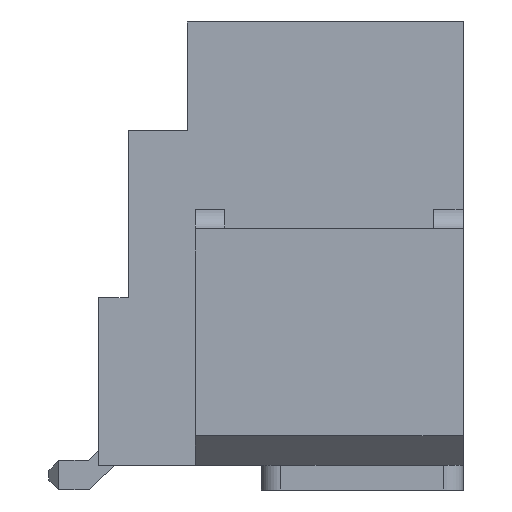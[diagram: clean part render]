
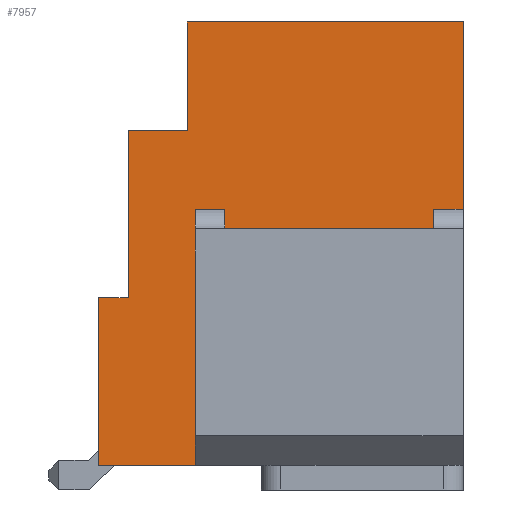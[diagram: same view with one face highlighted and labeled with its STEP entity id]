
A CAD part, left-side view. The second image highlights one B-rep face of the part: STEP entity #7957.
In plain terms, the highlighted face is planar.
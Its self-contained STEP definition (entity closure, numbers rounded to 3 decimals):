
#1830=ORIENTED_EDGE('',*,*,#3322,.T.);
#1831=ORIENTED_EDGE('',*,*,#2897,.T.);
#1832=ORIENTED_EDGE('',*,*,#3329,.F.);
#1833=ORIENTED_EDGE('',*,*,#3330,.F.);
#1834=ORIENTED_EDGE('',*,*,#3212,.F.);
#1835=ORIENTED_EDGE('',*,*,#3216,.F.);
#1836=ORIENTED_EDGE('',*,*,#3218,.F.);
#1837=ORIENTED_EDGE('',*,*,#3221,.F.);
#1838=ORIENTED_EDGE('',*,*,#3331,.F.);
#1839=ORIENTED_EDGE('',*,*,#3332,.F.);
#1840=ORIENTED_EDGE('',*,*,#3328,.T.);
#1841=ORIENTED_EDGE('',*,*,#2909,.T.);
#1842=ORIENTED_EDGE('',*,*,#3318,.F.);
#1843=ORIENTED_EDGE('',*,*,#3312,.T.);
#2897=EDGE_CURVE('',#3823,#3826,#4728,.T.);
#2909=EDGE_CURVE('',#3835,#3838,#4734,.T.);
#3212=EDGE_CURVE('',#4072,#4070,#5037,.T.);
#3216=EDGE_CURVE('',#4074,#4072,#5041,.T.);
#3218=EDGE_CURVE('',#4076,#4074,#5043,.T.);
#3221=EDGE_CURVE('',#4078,#4076,#5046,.T.);
#3312=EDGE_CURVE('',#4140,#4141,#5137,.T.);
#3318=EDGE_CURVE('',#4140,#3838,#5143,.T.);
#3322=EDGE_CURVE('',#4141,#3823,#5147,.T.);
#3328=EDGE_CURVE('',#4148,#3835,#5153,.T.);
#3329=EDGE_CURVE('',#4149,#3826,#5154,.T.);
#3330=EDGE_CURVE('',#4070,#4149,#5155,.T.);
#3331=EDGE_CURVE('',#4150,#4078,#5156,.T.);
#3332=EDGE_CURVE('',#4148,#4150,#5157,.T.);
#3823=VERTEX_POINT('',#11757);
#3826=VERTEX_POINT('',#11762);
#3835=VERTEX_POINT('',#11784);
#3838=VERTEX_POINT('',#11789);
#4070=VERTEX_POINT('',#12394);
#4072=VERTEX_POINT('',#12398);
#4074=VERTEX_POINT('',#12405);
#4076=VERTEX_POINT('',#12410);
#4078=VERTEX_POINT('',#12416);
#4140=VERTEX_POINT('',#12597);
#4141=VERTEX_POINT('',#12598);
#4148=VERTEX_POINT('',#12624);
#4149=VERTEX_POINT('',#12629);
#4150=VERTEX_POINT('',#12632);
#4728=LINE('',#11763,#5821);
#4734=LINE('',#11790,#5827);
#5037=LINE('',#12399,#6130);
#5041=LINE('',#12406,#6134);
#5043=LINE('',#12411,#6136);
#5046=LINE('',#12417,#6139);
#5137=LINE('',#12596,#6230);
#5143=LINE('',#12608,#6236);
#5147=LINE('',#12615,#6240);
#5153=LINE('',#12626,#6246);
#5154=LINE('',#12628,#6247);
#5155=LINE('',#12630,#6248);
#5156=LINE('',#12631,#6249);
#5157=LINE('',#12633,#6250);
#5821=VECTOR('',#9640,1000.);
#5827=VECTOR('',#9664,1000.);
#6130=VECTOR('',#10111,1000.);
#6134=VECTOR('',#10117,1000.);
#6136=VECTOR('',#10121,1000.);
#6139=VECTOR('',#10126,1000.);
#6230=VECTOR('',#10271,1000.);
#6236=VECTOR('',#10279,1000.);
#6240=VECTOR('',#10287,1000.);
#6246=VECTOR('',#10297,1000.);
#6247=VECTOR('',#10300,1000.);
#6248=VECTOR('',#10301,1000.);
#6249=VECTOR('',#10302,1000.);
#6250=VECTOR('',#10303,1000.);
#6712=EDGE_LOOP('',(#1830,#1831,#1832,#1833,#1834,#1835,#1836,#1837,#1838,
#1839,#1840,#1841,#1842,#1843));
#7143=FACE_BOUND('',#6712,.T.);
#7542=PLANE('',#8510);
#7957=ADVANCED_FACE('',(#7143),#7542,.F.);
#8510=AXIS2_PLACEMENT_3D('',#12627,#10298,#10299);
#9640=DIRECTION('',(0.,1.,0.));
#9664=DIRECTION('',(0.,1.,0.));
#10111=DIRECTION('',(0.,0.,1.));
#10117=DIRECTION('',(0.,1.,0.));
#10121=DIRECTION('',(0.,0.,1.));
#10126=DIRECTION('',(0.,1.,0.));
#10271=DIRECTION('',(0.,1.,0.));
#10279=DIRECTION('',(0.,0.,1.));
#10287=DIRECTION('',(0.,0.,1.));
#10297=DIRECTION('',(0.,0.,1.));
#10298=DIRECTION('',(-1.,0.,0.));
#10299=DIRECTION('',(0.,0.,1.));
#10300=DIRECTION('',(0.,0.,-1.));
#10301=DIRECTION('',(0.,1.,0.));
#10302=DIRECTION('',(0.,0.,1.));
#10303=DIRECTION('',(0.,-1.,0.));
#11757=CARTESIAN_POINT('',(5.875,1.55,0.35));
#11762=CARTESIAN_POINT('',(5.875,1.85,0.35));
#11763=CARTESIAN_POINT('',(5.875,0.,0.35));
#11784=CARTESIAN_POINT('',(5.875,-0.87,0.35));
#11789=CARTESIAN_POINT('',(5.875,-0.57,0.35));
#11790=CARTESIAN_POINT('',(5.875,0.,0.35));
#12394=CARTESIAN_POINT('',(5.875,-0.95,2.25));
#12398=CARTESIAN_POINT('',(5.875,-0.95,1.15));
#12399=CARTESIAN_POINT('',(5.875,-0.95,1.15));
#12405=CARTESIAN_POINT('',(5.875,-1.55,1.15));
#12406=CARTESIAN_POINT('',(5.875,-1.55,1.15));
#12410=CARTESIAN_POINT('',(5.875,-1.55,-0.55));
#12411=CARTESIAN_POINT('',(5.875,-1.55,-0.55));
#12416=CARTESIAN_POINT('',(5.875,-1.85,-0.55));
#12417=CARTESIAN_POINT('',(5.875,-1.85,-0.55));
#12596=CARTESIAN_POINT('',(5.875,-0.57,-0.15));
#12597=CARTESIAN_POINT('',(5.875,-0.57,-0.15));
#12598=CARTESIAN_POINT('',(5.875,1.55,-0.15));
#12608=CARTESIAN_POINT('',(5.875,-0.57,-0.15));
#12615=CARTESIAN_POINT('',(5.875,1.55,-0.15));
#12624=CARTESIAN_POINT('',(5.875,-0.87,-2.25));
#12626=CARTESIAN_POINT('',(5.875,-0.87,-2.25));
#12627=CARTESIAN_POINT('',(5.875,0.,0.));
#12628=CARTESIAN_POINT('',(5.875,1.85,2.25));
#12629=CARTESIAN_POINT('',(5.875,1.85,2.25));
#12630=CARTESIAN_POINT('',(5.875,-1.85,2.25));
#12631=CARTESIAN_POINT('',(5.875,-1.85,-2.25));
#12632=CARTESIAN_POINT('',(5.875,-1.85,-2.25));
#12633=CARTESIAN_POINT('',(5.875,1.85,-2.25));
